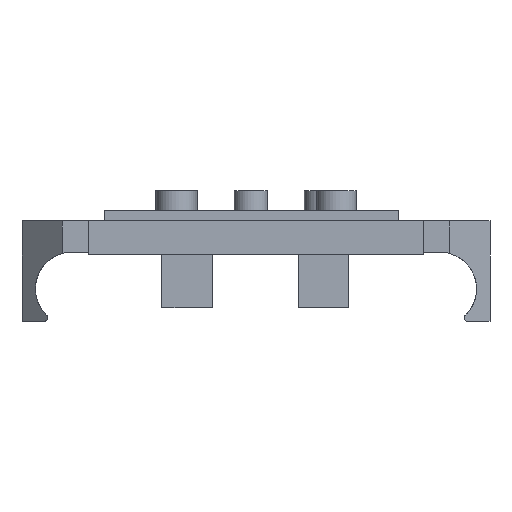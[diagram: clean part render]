
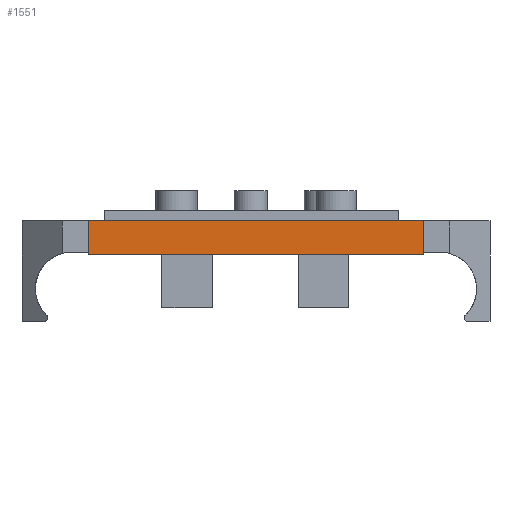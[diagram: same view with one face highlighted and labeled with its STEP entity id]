
A CAD part, front view. The second image highlights one B-rep face of the part: STEP entity #1551.
In plain terms, the highlighted planar face has unit normal (0, -1, 0).
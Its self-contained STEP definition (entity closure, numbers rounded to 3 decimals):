
#127=LINE('',#2531,#278);
#171=LINE('',#2692,#322);
#173=LINE('',#2697,#324);
#177=LINE('',#2703,#328);
#278=VECTOR('',#1936,10.);
#322=VECTOR('',#2118,10.);
#324=VECTOR('',#2122,10.);
#328=VECTOR('',#2128,10.);
#469=FACE_OUTER_BOUND('',#578,.T.);
#578=EDGE_LOOP('',(#1359,#1360,#1361,#1362));
#720=VERTEX_POINT('',#2528);
#721=VERTEX_POINT('',#2530);
#769=VERTEX_POINT('',#2690);
#771=VERTEX_POINT('',#2696);
#895=EDGE_CURVE('',#721,#720,#127,.T.);
#972=EDGE_CURVE('',#720,#769,#171,.T.);
#974=EDGE_CURVE('',#771,#721,#173,.T.);
#978=EDGE_CURVE('',#769,#771,#177,.T.);
#1359=ORIENTED_EDGE('',*,*,#978,.T.);
#1360=ORIENTED_EDGE('',*,*,#974,.T.);
#1361=ORIENTED_EDGE('',*,*,#895,.T.);
#1362=ORIENTED_EDGE('',*,*,#972,.T.);
#1465=PLANE('',#1707);
#1551=ADVANCED_FACE('',(#469),#1465,.T.);
#1707=AXIS2_PLACEMENT_3D('',#2704,#2129,#2130);
#1936=DIRECTION('',(-1.,0.,0.));
#2118=DIRECTION('',(0.,0.,-1.));
#2122=DIRECTION('',(0.,0.,1.));
#2128=DIRECTION('',(1.,0.,0.));
#2129=DIRECTION('center_axis',(0.,-1.,0.));
#2130=DIRECTION('ref_axis',(0.,0.,-1.));
#2528=CARTESIAN_POINT('',(-25.,-53.,15.));
#2530=CARTESIAN_POINT('',(25.,-53.,15.));
#2531=CARTESIAN_POINT('',(-25.,-53.,15.));
#2690=CARTESIAN_POINT('',(-25.,-53.,10.));
#2692=CARTESIAN_POINT('',(-25.,-53.,10.));
#2696=CARTESIAN_POINT('',(25.,-53.,10.));
#2697=CARTESIAN_POINT('',(25.,-53.,15.));
#2703=CARTESIAN_POINT('',(25.,-53.,10.));
#2704=CARTESIAN_POINT('Origin',(0.,-53.,12.5));
